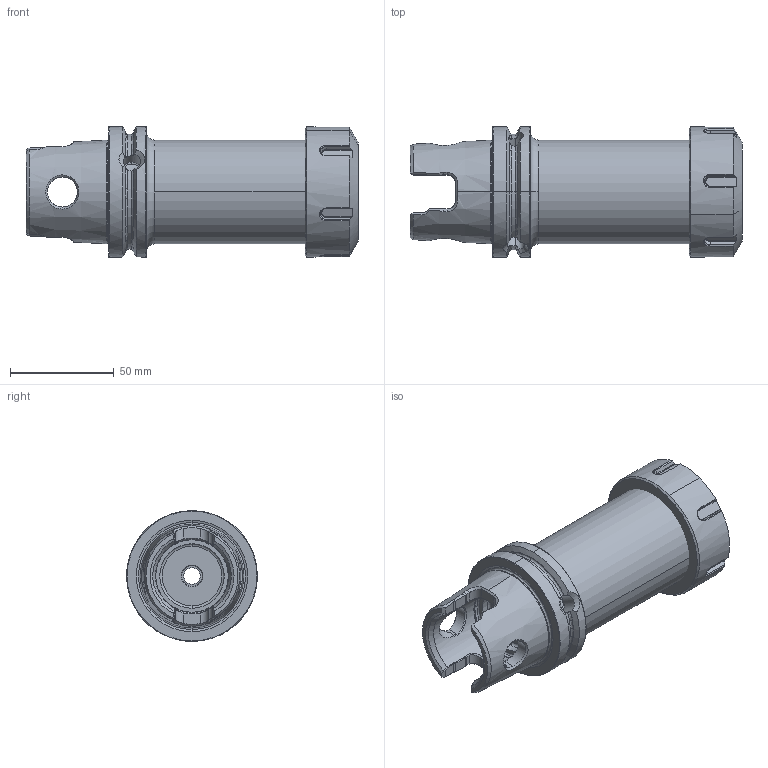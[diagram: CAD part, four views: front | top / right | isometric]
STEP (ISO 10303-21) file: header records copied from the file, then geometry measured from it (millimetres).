
FILE_DESCRIPTION (( 'STEP AP203' ), '1' );
FILE_NAME ('KY6.E40.K01.120.STEP', '2018-02-16T13:32:47', ( 'SWIAdmin' ), ( 'Hewlett-Packard Company' ), 'SwSTEP 2.0', 'SolidWorks 2017', '' );
FILE_SCHEMA (( 'CONFIG_CONTROL_DESIGN' ));
Length unit declared in the file: millimetre
Products named in the file (3): E40-ER1.001.025; KY6.E40.K01.120; KY6-E40.K01.120_A
Assembly tree (2 placements, depth 2):
  KY6.E40.K01.120
    KY6-E40.K01.120_A
    E40-ER1.001.025
Bounding box: 159.95 x 62.95 x 62.95 mm (x, y, z)
Volume: 225301.6 mm3; surface area: 52670.4 mm2
Topology: 2 solids, 2 shells, 311 faces, 782 edges, 481 vertices
Faces by surface type: plane 96, cone 69, cylinder 66, bspline 50, torus 30
Entity records: 12653 total; most frequent: CARTESIAN_POINT 5545, ORIENTED_EDGE 1564, DIRECTION 1208, EDGE_CURVE 782, AXIS2_PLACEMENT_3D 486, VERTEX_POINT 481, B_SPLINE_CURVE_WITH_KNOTS 326, EDGE_LOOP 325
